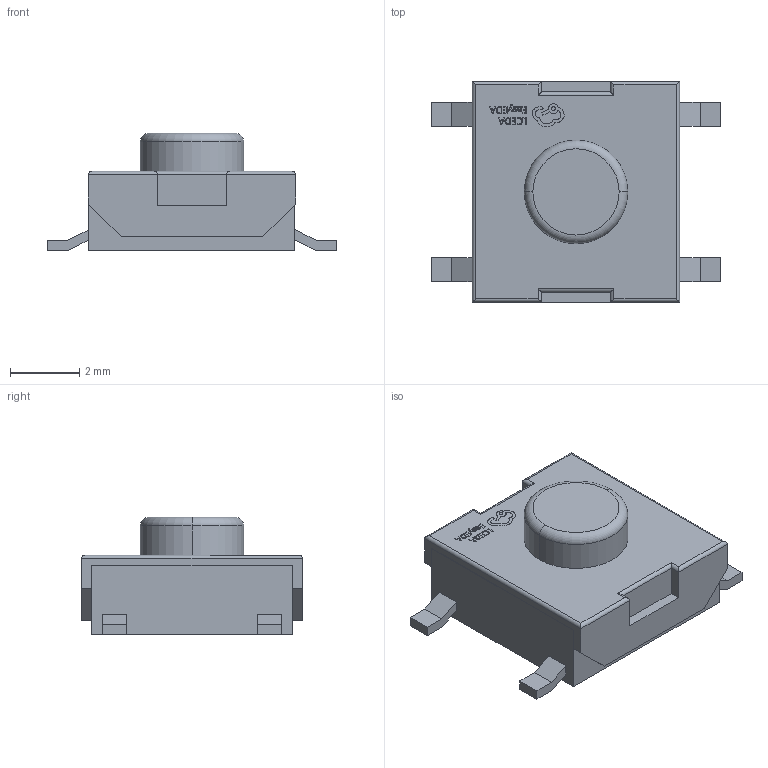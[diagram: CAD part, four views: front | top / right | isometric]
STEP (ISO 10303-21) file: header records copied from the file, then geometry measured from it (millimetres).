
FILE_DESCRIPTION (( 'STEP AP214' ), '1' );
FILE_NAME ('SW-SMD_4P-L6.0-W6.0-P4.50-LS11.0.step', '2022-07-26T14:41:03', ( '' ), ( '' ), 'SwSTEP 2.0', 'SolidWorks 2020', '' );
FILE_SCHEMA (( 'AUTOMOTIVE_DESIGN' ));
Length unit declared in the file: millimetre
Products named in the file (1): SW-SMD_4P-L6.0-W6.0-P4.50-LS11.0
Bounding box: 8.4 x 6.4 x 3.4 mm (x, y, z)
Volume: 93.5 mm3; surface area: 153.1 mm2
Topology: 14 solids, 14 shells, 425 faces, 1139 edges, 754 vertices
Faces by surface type: plane 263, bspline 146, cylinder 14, torus 2
Entity records: 18412 total; most frequent: CARTESIAN_POINT 5965, ORIENTED_EDGE 2278, DIRECTION 1399, EDGE_CURVE 1139, VECTOR 823, LINE 823, VERTEX_POINT 754, EDGE_LOOP 449
